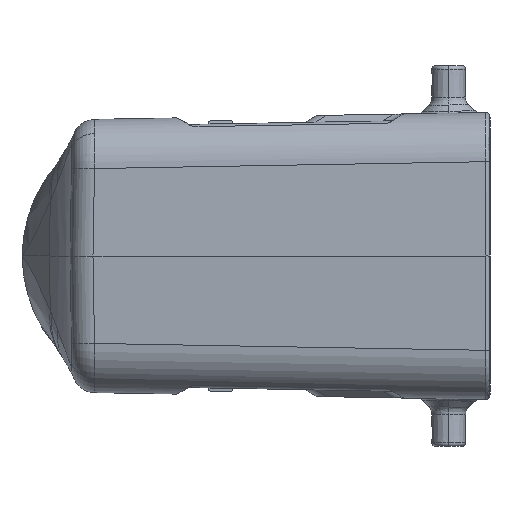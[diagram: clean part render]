
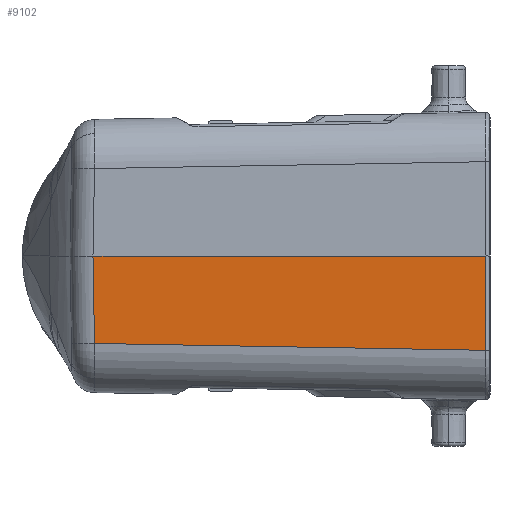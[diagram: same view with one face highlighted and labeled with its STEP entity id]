
A CAD part, left-side view. The second image highlights one B-rep face of the part: STEP entity #9102.
In plain terms, the highlighted planar face has unit normal (-1, 0.018, -0.017).
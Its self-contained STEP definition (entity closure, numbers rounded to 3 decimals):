
#1053=DIRECTION('',(-0.017,0.,1.));
#1054=VECTOR('',#1053,14.124);
#1055=CARTESIAN_POINT('',(-46.493,70.609,
-14.121));
#1056=LINE('',#1055,#1054);
#1065=DIRECTION('',(0.017,1.,0.017));
#1066=VECTOR('',#1065,58.642);
#1067=CARTESIAN_POINT('',(-46.493,70.609,
-14.121));
#1068=LINE('',#1067,#1066);
#1069=DIRECTION('',(-0.017,0.017,1.));
#1070=VECTOR('',#1069,13.102);
#1071=CARTESIAN_POINT('',(-45.487,129.233,
-13.098));
#1072=LINE('',#1071,#1070);
#1073=DIRECTION('',(-0.017,-1.,0.));
#1074=VECTOR('',#1073,58.862);
#1075=CARTESIAN_POINT('',(-45.712,129.462,
0.));
#1076=LINE('',#1075,#1074);
#1092=CARTESIAN_POINT('',(-45.487,129.233,
-13.098));
#6511=CARTESIAN_POINT('',(-45.712,129.462,
0.));
#6512=VERTEX_POINT('',#6511);
#6514=CARTESIAN_POINT('',(-46.739,70.609,
0.));
#6515=VERTEX_POINT('',#6514);
#6516=CARTESIAN_POINT('',(-46.493,70.609,
-14.121));
#6517=VERTEX_POINT('',#6516);
#6529=VERTEX_POINT('',#1092);
#9089=CARTESIAN_POINT('',(-46.792,70.,2.412));
#9090=DIRECTION('',(-1.,0.017,-0.017));
#9091=DIRECTION('',(0.017,0.,-1.));
#9092=AXIS2_PLACEMENT_3D('',#9089,#9090,#9091);
#9093=PLANE('',#9092);
#9094=ORIENTED_EDGE('',*,*,#9082,.F.);
#9095=ORIENTED_EDGE('',*,*,#9057,.T.);
#9097=ORIENTED_EDGE('',*,*,#9096,.T.);
#9099=ORIENTED_EDGE('',*,*,#9098,.T.);
#9100=EDGE_LOOP('',(#9094,#9095,#9097,#9099));
#9101=FACE_OUTER_BOUND('',#9100,.F.);
#9057=EDGE_CURVE('',#6517,#6529,#1068,.T.);
#9082=EDGE_CURVE('',#6517,#6515,#1056,.T.);
#9096=EDGE_CURVE('',#6529,#6512,#1072,.T.);
#9098=EDGE_CURVE('',#6512,#6515,#1076,.T.);
#9102=ADVANCED_FACE('',(#9101),#9093,.T.);
